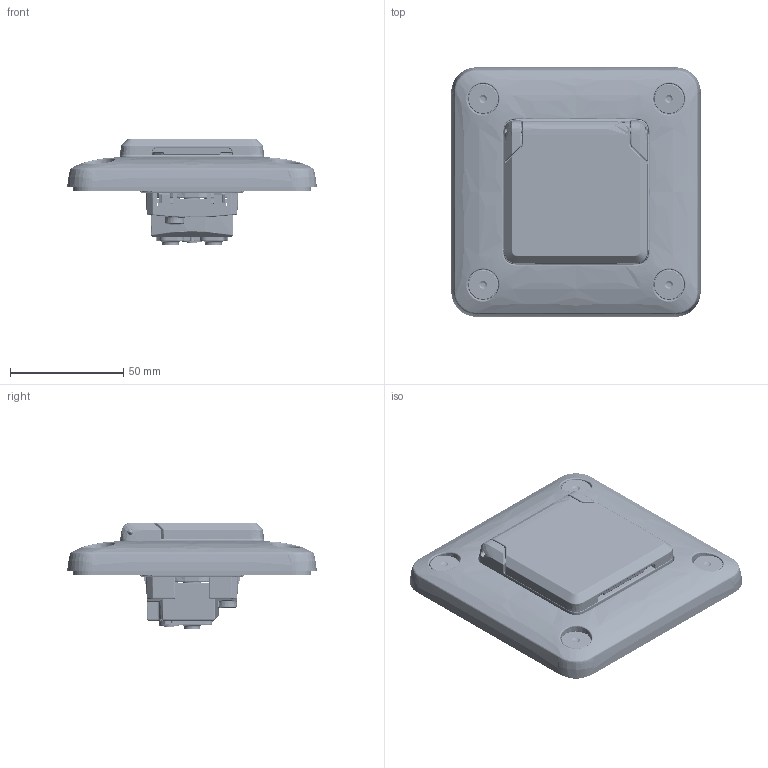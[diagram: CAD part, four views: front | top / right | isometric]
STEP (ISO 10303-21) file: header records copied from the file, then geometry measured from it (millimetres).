
FILE_DESCRIPTION(('CATIA V5 STEP Exchange','CAx-IF Rec.Pracs.--- Model Styling and Organization---1.5--- 2016-08-15','CAx-IF Rec.Pracs.---Supplemental Geometry---1.0---2011-11-01','CAx-IF Rec.Pracs.--- Composite Materials ---1.1---2010-07-15'),'2;1');
FILE_NAME('077897.stp','2021-09-02T06:20:24+00:00',('none'),('none'),'CATIA Version 5-6 Release 2020 SP3','CATIA V5 STEP AP214 v2','none');
FILE_SCHEMA(('AUTOMOTIVE_DESIGN { 1 0 10303 214 1 1 1 1 }'));
Products named in the file (1): 077897
Bounding box: 110 x 110 x 46.95 mm (x, y, z)
Volume: 127858.7 mm3; surface area: 157704.7 mm2
Topology: 31 solids, 31 shells, 12527 faces, 33759 edges, 20965 vertices
Faces by surface type: plane 5909, cylinder 2826, bspline 1796, cone 1029, torus 606, sphere 317, extrusion 44
Entity records: 503644 total; most frequent: CARTESIAN_POINT 228441, ORIENTED_EDGE 66602, DIRECTION 40228, EDGE_CURVE 33301, VERTEX_POINT 20965, VECTOR 16742, LINE 16698, AXIS2_PLACEMENT_3D 14677
